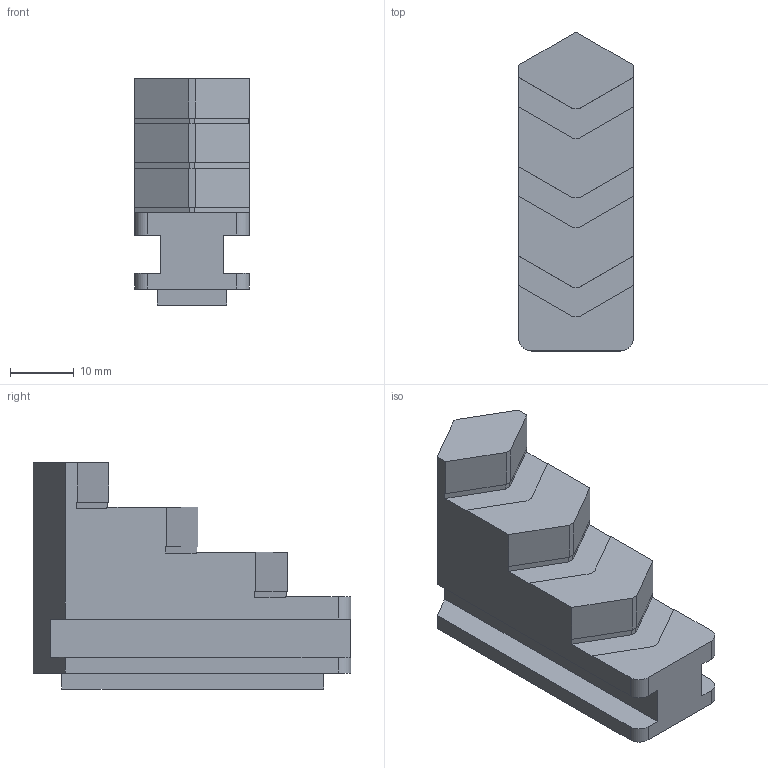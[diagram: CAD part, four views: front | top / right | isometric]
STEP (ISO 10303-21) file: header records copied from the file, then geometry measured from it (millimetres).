
FILE_DESCRIPTION(/* description */ ('Spannbacken'),/* implementation_level */ '2;1');
FILE_NAME(/* name */ 'DBF160_00-13 Spannbacken.stp',/* time_stamp */ '2023-07-02T22:36:26+02:00',/* author */ ('MKoch'),/* organization */ (''),/* preprocessor_version */ 'ST-DEVELOPER v15.2',/* originating_system */ 'Autodesk Inventor 2014',/* authorisation */ '');
FILE_SCHEMA (('CONFIG_CONTROL_DESIGN'));
Length unit declared in the file: millimetre
Products named in the file (1): DBF160_00-13 Spannbacken
Bounding box: 18 x 49.86 x 35.5 mm (x, y, z)
Volume: 17036.3 mm3; surface area: 5725 mm2
Topology: 1 solids, 1 shells, 62 faces, 176 edges, 117 vertices
Faces by surface type: plane 58, cylinder 4
Entity records: 2080 total; most frequent: CARTESIAN_POINT 356, ORIENTED_EDGE 352, DIRECTION 310, EDGE_CURVE 176, LINE 168, VECTOR 168, VERTEX_POINT 117, AXIS2_PLACEMENT_3D 71
